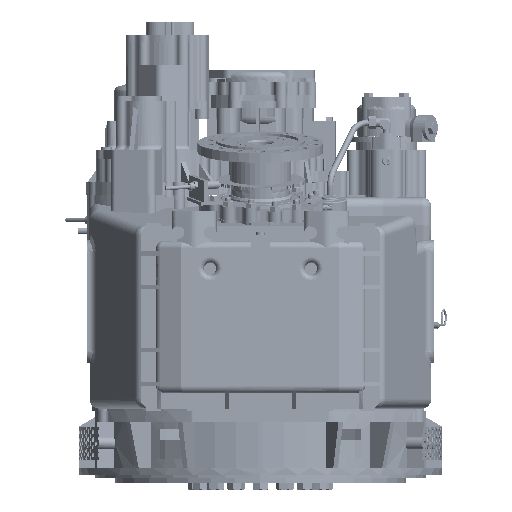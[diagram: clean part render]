
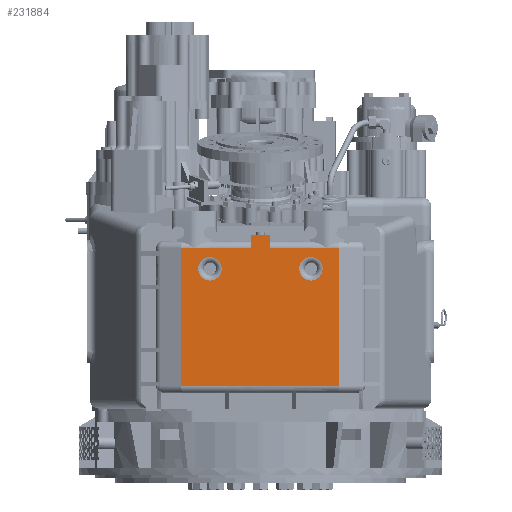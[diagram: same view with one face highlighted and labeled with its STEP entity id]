
A CAD part, front view. The second image highlights one B-rep face of the part: STEP entity #231884.
In plain terms, the highlighted planar face has unit normal (0, -1, 0).
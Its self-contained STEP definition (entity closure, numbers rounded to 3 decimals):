
#631 = VECTOR ( 'NONE', #327712, 1000. ) ;
#643 = LINE ( 'NONE', #327698, #631 ) ;
#850 = LINE ( 'NONE', #328164, #873 ) ;
#873 = VECTOR ( 'NONE', #328167, 1000. ) ;
#936 = LINE ( 'NONE', #328268, #951 ) ;
#951 = VECTOR ( 'NONE', #328274, 1000. ) ;
#1279 = LINE ( 'NONE', #2038, #1287 ) ;
#1287 = VECTOR ( 'NONE', #2054, 1000. ) ;
#1298 = LINE ( 'NONE', #2073, #1307 ) ;
#1307 = VECTOR ( 'NONE', #2076, 1000. ) ;
#1330 = LINE ( 'NONE', #2176, #1333 ) ;
#1333 = VECTOR ( 'NONE', #2188, 1000. ) ;
#1346 = LINE ( 'NONE', #2218, #1350 ) ;
#1350 = VECTOR ( 'NONE', #2220, 1000. ) ;
#1391 = LINE ( 'NONE', #2325, #1392 ) ;
#1392 = VECTOR ( 'NONE', #2365, 1000. ) ;
#1457 = VECTOR ( 'NONE', #2533, 1000. ) ;
#1459 = LINE ( 'NONE', #2524, #1457 ) ;
#1465 = VECTOR ( 'NONE', #2558, 1000. ) ;
#1468 = LINE ( 'NONE', #2556, #1465 ) ;
#1477 = LINE ( 'NONE', #2584, #1481 ) ;
#1481 = VECTOR ( 'NONE', #2586, 1000. ) ;
#1482 = CIRCLE ( 'NONE', #320718, 23. ) ;
#1485 = CIRCLE ( 'NONE', #320750, 23. ) ;
#2038 = CARTESIAN_POINT ( 'NONE',  ( -142.326, -59.575, 243.049 ) ) ;
#2054 = DIRECTION ( 'NONE',  ( -1., 0., 0. ) ) ;
#2073 = CARTESIAN_POINT ( 'NONE',  ( -297.326, -59.575, -40.951 ) ) ;
#2076 = DIRECTION ( 'NONE',  ( 0., 0., 1. ) ) ;
#2176 = CARTESIAN_POINT ( 'NONE',  ( -142.326, -59.575, 243.049 ) ) ;
#2188 = DIRECTION ( 'NONE',  ( -1., 0., 0. ) ) ;
#2218 = CARTESIAN_POINT ( 'NONE',  ( -124.326, -59.575, 243.049 ) ) ;
#2220 = DIRECTION ( 'NONE',  ( 0., 0., 1. ) ) ;
#2325 = CARTESIAN_POINT ( 'NONE',  ( -142.326, -59.575, 243.049 ) ) ;
#2365 = DIRECTION ( 'NONE',  ( -1., 0., 0. ) ) ;
#2524 = CARTESIAN_POINT ( 'NONE',  ( -160.326, -59.575, 243.049 ) ) ;
#2533 = DIRECTION ( 'NONE',  ( 0., 0., 1. ) ) ;
#2556 = CARTESIAN_POINT ( 'NONE',  ( -142.326, -59.575, 269.049 ) ) ;
#2558 = DIRECTION ( 'NONE',  ( 1., 0., 0. ) ) ;
#2560 = CARTESIAN_POINT ( 'NONE',  ( -43.326, -59.575, 203.049 ) ) ;
#2578 = DIRECTION ( 'NONE',  ( 0., 1., 0. ) ) ;
#2580 = DIRECTION ( 'NONE',  ( 0., 1., 0. ) ) ;
#2582 = DIRECTION ( 'NONE',  ( 0., 0., -1. ) ) ;
#2584 = CARTESIAN_POINT ( 'NONE',  ( -142.326, -59.575, 243.049 ) ) ;
#2585 = CARTESIAN_POINT ( 'NONE',  ( -241.326, -59.575, 203.049 ) ) ;
#2586 = DIRECTION ( 'NONE',  ( -1., 0., 0. ) ) ;
#2592 = DIRECTION ( 'NONE',  ( 0., 0., -1. ) ) ;
#57269 = CARTESIAN_POINT ( 'NONE',  ( -241.326, -59.575, 203.049 ) ) ;
#57289 = DIRECTION ( 'NONE',  ( 0., 1., 0. ) ) ;
#57290 = DIRECTION ( 'NONE',  ( 0., 0., -1. ) ) ;
#57301 = CARTESIAN_POINT ( 'NONE',  ( -43.326, -59.575, 203.049 ) ) ;
#57303 = DIRECTION ( 'NONE',  ( 0., 1., 0. ) ) ;
#57304 = DIRECTION ( 'NONE',  ( 0., 0., -1. ) ) ;
#65897 = CIRCLE ( 'NONE', #161193, 23. ) ;
#65902 = CIRCLE ( 'NONE', #161196, 23. ) ;
#88997 = EDGE_LOOP ( 'NONE', ( #281347, #281349 ) ) ;
#89012 = EDGE_LOOP ( 'NONE', ( #281352, #281354 ) ) ;
#89013 = EDGE_LOOP ( 'NONE', ( #281358, #281361, #281362, #281365, #281367, #281371, #281374, #281377, #281380, #281382, #281386 ) ) ;
#147226 = AXIS2_PLACEMENT_3D ( 'NONE', #212225, #212250, #212253 ) ;
#161193 = AXIS2_PLACEMENT_3D ( 'NONE', #57269, #57289, #57290 ) ;
#161196 = AXIS2_PLACEMENT_3D ( 'NONE', #57301, #57303, #57304 ) ;
#190517 = VERTEX_POINT ( 'NONE', #310439 ) ;
#190520 = VERTEX_POINT ( 'NONE', #310443 ) ;
#190528 = VERTEX_POINT ( 'NONE', #310456 ) ;
#190531 = VERTEX_POINT ( 'NONE', #310460 ) ;
#190686 = VERTEX_POINT ( 'NONE', #310754 ) ;
#190688 = VERTEX_POINT ( 'NONE', #310757 ) ;
#190744 = VERTEX_POINT ( 'NONE', #310863 ) ;
#190767 = VERTEX_POINT ( 'NONE', #310906 ) ;
#190901 = VERTEX_POINT ( 'NONE', #311146 ) ;
#190906 = VERTEX_POINT ( 'NONE', #311156 ) ;
#190922 = VERTEX_POINT ( 'NONE', #311192 ) ;
#190929 = VERTEX_POINT ( 'NONE', #311204 ) ;
#190948 = VERTEX_POINT ( 'NONE', #311233 ) ;
#190962 = VERTEX_POINT ( 'NONE', #311260 ) ;
#190993 = VERTEX_POINT ( 'NONE', #311313 ) ;
#206646 = EDGE_CURVE ( 'NONE', #190686, #190688, #643, .T. ) ;
#206872 = EDGE_CURVE ( 'NONE', #190744, #190767, #850, .T. ) ;
#206952 = EDGE_CURVE ( 'NONE', #190767, #190686, #936, .T. ) ;
#207328 = EDGE_CURVE ( 'NONE', #190688, #190906, #1279, .T. ) ;
#207348 = EDGE_CURVE ( 'NONE', #190744, #190901, #1298, .T. ) ;
#207403 = EDGE_CURVE ( 'NONE', #190906, #190922, #1330, .T. ) ;
#207426 = EDGE_CURVE ( 'NONE', #190922, #190929, #1346, .T. ) ;
#207527 = EDGE_CURVE ( 'NONE', #190962, #190948, #1391, .T. ) ;
#207684 = EDGE_CURVE ( 'NONE', #190962, #190993, #1459, .T. ) ;
#207712 = EDGE_CURVE ( 'NONE', #190993, #190929, #1468, .T. ) ;
#207731 = EDGE_CURVE ( 'NONE', #190531, #190528, #1482, .T. ) ;
#207737 = EDGE_CURVE ( 'NONE', #190948, #190901, #1477, .T. ) ;
#207742 = EDGE_CURVE ( 'NONE', #190520, #190517, #1485, .T. ) ;
#210451 = FACE_BOUND ( 'NONE', #88997, .T. ) ;
#210515 = FACE_BOUND ( 'NONE', #89012, .T. ) ;
#210522 = FACE_OUTER_BOUND ( 'NONE', #89013, .T. ) ;
#212100 = PLANE ( 'NONE',  #147226 ) ;
#212225 = CARTESIAN_POINT ( 'NONE',  ( -142.326, -59.575, -40.951 ) ) ;
#212250 = DIRECTION ( 'NONE',  ( 0., -1., 0. ) ) ;
#212253 = DIRECTION ( 'NONE',  ( 0., 0., -1. ) ) ;
#231884 = ADVANCED_FACE ( 'NONE', ( #210451, #210515, #210522 ), #212100, .T. ) ;
#281347 = ORIENTED_EDGE ( 'NONE', *, *, #207742, .T. ) ;
#281349 = ORIENTED_EDGE ( 'NONE', *, *, #313169, .T. ) ;
#281352 = ORIENTED_EDGE ( 'NONE', *, *, #207731, .T. ) ;
#281354 = ORIENTED_EDGE ( 'NONE', *, *, #313181, .T. ) ;
#281358 = ORIENTED_EDGE ( 'NONE', *, *, #207712, .F. ) ;
#281361 = ORIENTED_EDGE ( 'NONE', *, *, #207684, .F. ) ;
#281362 = ORIENTED_EDGE ( 'NONE', *, *, #207527, .T. ) ;
#281365 = ORIENTED_EDGE ( 'NONE', *, *, #207737, .T. ) ;
#281367 = ORIENTED_EDGE ( 'NONE', *, *, #207348, .F. ) ;
#281371 = ORIENTED_EDGE ( 'NONE', *, *, #206872, .T. ) ;
#281374 = ORIENTED_EDGE ( 'NONE', *, *, #206952, .T. ) ;
#281377 = ORIENTED_EDGE ( 'NONE', *, *, #206646, .T. ) ;
#281380 = ORIENTED_EDGE ( 'NONE', *, *, #207328, .T. ) ;
#281382 = ORIENTED_EDGE ( 'NONE', *, *, #207403, .T. ) ;
#281386 = ORIENTED_EDGE ( 'NONE', *, *, #207426, .T. ) ;
#310439 = CARTESIAN_POINT ( 'NONE',  ( -241.326, -59.575, 226.049 ) ) ;
#310443 = CARTESIAN_POINT ( 'NONE',  ( -241.326, -59.575, 180.049 ) ) ;
#310456 = CARTESIAN_POINT ( 'NONE',  ( -43.326, -59.575, 226.049 ) ) ;
#310460 = CARTESIAN_POINT ( 'NONE',  ( -43.326, -59.575, 180.049 ) ) ;
#310754 = CARTESIAN_POINT ( 'NONE',  ( 12.674, -59.575, -26.951 ) ) ;
#310757 = CARTESIAN_POINT ( 'NONE',  ( 12.674, -59.575, 243.049 ) ) ;
#310863 = CARTESIAN_POINT ( 'NONE',  ( -297.326, -59.575, -26.951 ) ) ;
#310906 = CARTESIAN_POINT ( 'NONE',  ( -142.326, -59.575, -26.951 ) ) ;
#311146 = CARTESIAN_POINT ( 'NONE',  ( -297.326, -59.575, 243.049 ) ) ;
#311156 = CARTESIAN_POINT ( 'NONE',  ( -12.326, -59.575, 243.049 ) ) ;
#311192 = CARTESIAN_POINT ( 'NONE',  ( -124.326, -59.575, 243.049 ) ) ;
#311204 = CARTESIAN_POINT ( 'NONE',  ( -124.326, -59.575, 269.049 ) ) ;
#311233 = CARTESIAN_POINT ( 'NONE',  ( -272.326, -59.575, 243.049 ) ) ;
#311260 = CARTESIAN_POINT ( 'NONE',  ( -160.326, -59.575, 243.049 ) ) ;
#311313 = CARTESIAN_POINT ( 'NONE',  ( -160.326, -59.575, 269.049 ) ) ;
#313169 = EDGE_CURVE ( 'NONE', #190517, #190520, #65897, .T. ) ;
#313181 = EDGE_CURVE ( 'NONE', #190528, #190531, #65902, .T. ) ;
#320718 = AXIS2_PLACEMENT_3D ( 'NONE', #2560, #2580, #2582 ) ;
#320750 = AXIS2_PLACEMENT_3D ( 'NONE', #2585, #2578, #2592 ) ;
#327698 = CARTESIAN_POINT ( 'NONE',  ( 12.674, -59.575, -40.951 ) ) ;
#327712 = DIRECTION ( 'NONE',  ( 0., 0., 1. ) ) ;
#328164 = CARTESIAN_POINT ( 'NONE',  ( -142.326, -59.575, -26.951 ) ) ;
#328167 = DIRECTION ( 'NONE',  ( 1., 0., 0. ) ) ;
#328268 = CARTESIAN_POINT ( 'NONE',  ( 12.674, -59.575, -26.951 ) ) ;
#328274 = DIRECTION ( 'NONE',  ( 1., 0., 0. ) ) ;
